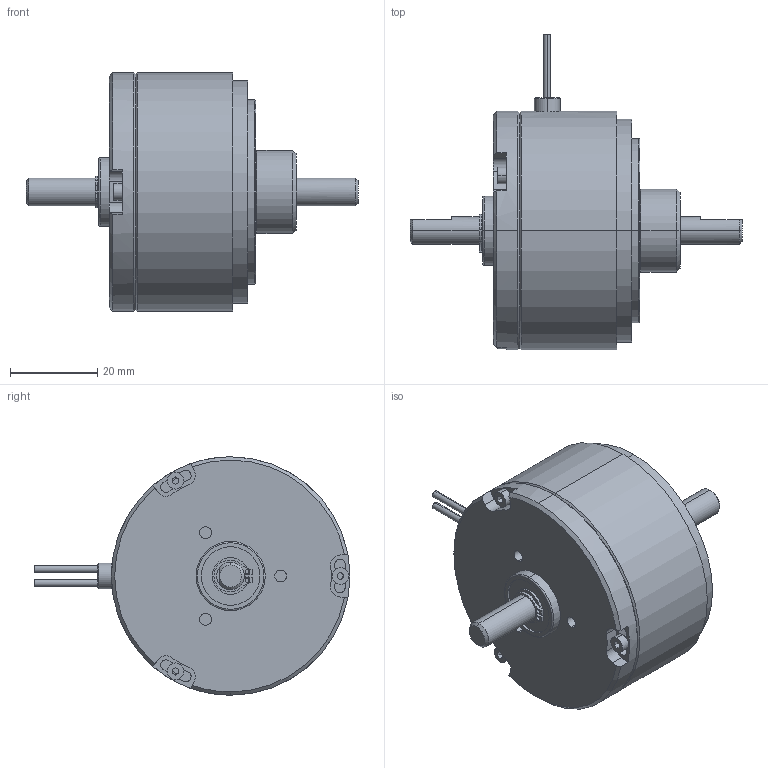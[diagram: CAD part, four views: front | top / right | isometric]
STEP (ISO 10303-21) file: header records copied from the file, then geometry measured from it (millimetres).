
FILE_DESCRIPTION (( 'STEP AP203' ), '1' );
FILE_NAME ('HB-38_A_EF.STEP', '2013-02-22T21:24:56', ( 'Jeff' ), ( '' ), 'SwSTEP 2.0', 'SolidWorks 2012', '' );
FILE_SCHEMA (( 'CONFIG_CONTROL_DESIGN' ));
Length unit declared in the file: inch
Products named in the file (1): HB-38_A_EF
Bounding box: 76.2 x 72.45 x 54.74 mm (x, y, z)
Surface area: 17727.6 mm2 (no closed solid volume)
Topology: 0 solids, 17 shells, 205 faces, 766 edges, 577 vertices
Faces by surface type: cylinder 105, plane 70, cone 24, torus 6
Entity records: 8626 total; most frequent: CARTESIAN_POINT 1859, DIRECTION 1513, ORIENTED_EDGE 1164, EDGE_CURVE 766, VERTEX_POINT 577, AXIS2_PLACEMENT_3D 575, CIRCLE 369, VECTOR 363
